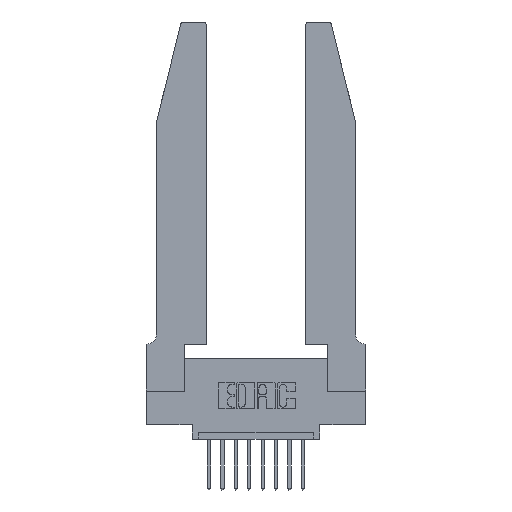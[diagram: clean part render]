
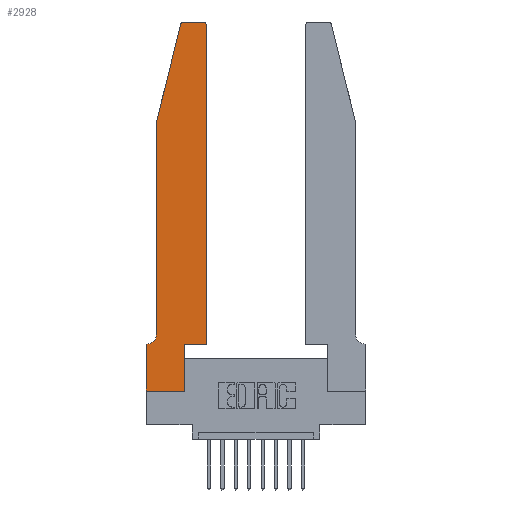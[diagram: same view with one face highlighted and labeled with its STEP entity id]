
A CAD part, top view. The second image highlights one B-rep face of the part: STEP entity #2928.
In plain terms, the highlighted planar face has unit normal (0, 0, 1).
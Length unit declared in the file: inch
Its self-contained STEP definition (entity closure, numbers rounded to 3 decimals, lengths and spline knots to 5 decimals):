
#1 = CARTESIAN_POINT ( 'NONE',  ( 0.25487, 2.72718, 0.37 ) ) ;
#392 = CARTESIAN_POINT ( 'NONE',  ( 0.0755, 2., 0.37 ) ) ;
#484 = AXIS2_PLACEMENT_3D ( 'NONE', #14666, #3915, #11064 ) ;
#736 = CARTESIAN_POINT ( 'NONE',  ( 0., 0., 0.37 ) ) ;
#753 = VECTOR ( 'NONE', #11445, 39.37008 ) ;
#859 = EDGE_CURVE ( 'NONE', #12475, #9038, #11189, .T. ) ;
#1110 = CIRCLE ( 'NONE', #484, 0.07 ) ;
#1326 = VERTEX_POINT ( 'NONE', #13608 ) ;
#1482 = ORIENTED_EDGE ( 'NONE', *, *, #6693, .T. ) ;
#1580 = AXIS2_PLACEMENT_3D ( 'NONE', #11925, #13041, #11828 ) ;
#1684 = DIRECTION ( 'NONE',  ( 1., 0., 0. ) ) ;
#1694 = CARTESIAN_POINT ( 'NONE',  ( 0., 0.35, 0.37 ) ) ;
#1839 = CARTESIAN_POINT ( 'NONE',  ( 0., 0.35, 0.37 ) ) ;
#2160 = ORIENTED_EDGE ( 'NONE', *, *, #13958, .T. ) ;
#2200 = EDGE_CURVE ( 'NONE', #14399, #14647, #4951, .T. ) ;
#2234 = ORIENTED_EDGE ( 'NONE', *, *, #4668, .T. ) ;
#2309 = VERTEX_POINT ( 'NONE', #13935 ) ;
#2562 = VECTOR ( 'NONE', #13405, 39.37008 ) ;
#2752 = EDGE_CURVE ( 'NONE', #9038, #2309, #10177, .T. ) ;
#2920 = PLANE ( 'NONE',  #13950 ) ;
#2928 = ADVANCED_FACE ( 'NONE', ( #6969 ), #2920, .T. ) ;
#3300 = DIRECTION ( 'NONE',  ( 0., -1., 0. ) ) ;
#3527 = DIRECTION ( 'NONE',  ( -1., 0., 0. ) ) ;
#3561 = ORIENTED_EDGE ( 'NONE', *, *, #15138, .T. ) ;
#3620 = DIRECTION ( 'NONE',  ( -1., 0., 0. ) ) ;
#3634 = CARTESIAN_POINT ( 'NONE',  ( 0.2605, 2.75, 0.37 ) ) ;
#3915 = DIRECTION ( 'NONE',  ( 0., 0., -1. ) ) ;
#4226 = VERTEX_POINT ( 'NONE', #10613 ) ;
#4346 = DIRECTION ( 'NONE',  ( 1., 0., 0. ) ) ;
#4445 = LINE ( 'NONE', #13092, #10820 ) ;
#4499 = AXIS2_PLACEMENT_3D ( 'NONE', #13195, #4637, #13033 ) ;
#4553 = DIRECTION ( 'NONE',  ( 0., 1., 0. ) ) ;
#4572 = CARTESIAN_POINT ( 'NONE',  ( 0., 0., 0.37 ) ) ;
#4637 = DIRECTION ( 'NONE',  ( 0., 0., 1. ) ) ;
#4652 = LINE ( 'NONE', #736, #753 ) ;
#4668 = EDGE_CURVE ( 'NONE', #1326, #4226, #4735, .T. ) ;
#4735 = LINE ( 'NONE', #3634, #6230 ) ;
#4951 = LINE ( 'NONE', #8925, #14184 ) ;
#4992 = CARTESIAN_POINT ( 'NONE',  ( 0.0755, 2., 0.37 ) ) ;
#5189 = EDGE_LOOP ( 'NONE', ( #2234, #1482, #13578, #11329, #10276, #5780, #2160, #6766, #13242, #9426, #11302, #3561 ) ) ;
#5674 = VECTOR ( 'NONE', #15353, 39.37008 ) ;
#5780 = ORIENTED_EDGE ( 'NONE', *, *, #11923, .T. ) ;
#6230 = VECTOR ( 'NONE', #3527, 39.37008 ) ;
#6473 = CARTESIAN_POINT ( 'NONE',  ( 0.4505, 2.72, 0.37 ) ) ;
#6677 = CARTESIAN_POINT ( 'NONE',  ( 0.2865, 0., 0.37 ) ) ;
#6693 = EDGE_CURVE ( 'NONE', #4226, #12475, #7639, .T. ) ;
#6766 = ORIENTED_EDGE ( 'NONE', *, *, #8333, .T. ) ;
#6969 = FACE_OUTER_BOUND ( 'NONE', #5189, .T. ) ;
#7205 = LINE ( 'NONE', #12585, #14600 ) ;
#7345 = VERTEX_POINT ( 'NONE', #6473 ) ;
#7639 = CIRCLE ( 'NONE', #4499, 0.03 ) ;
#8273 = CARTESIAN_POINT ( 'NONE',  ( 0.0055, 0.35, 0.37 ) ) ;
#8333 = EDGE_CURVE ( 'NONE', #10070, #14399, #4652, .T. ) ;
#8925 = CARTESIAN_POINT ( 'NONE',  ( 0.2865, 0.35, 0.37 ) ) ;
#9038 = VERTEX_POINT ( 'NONE', #392 ) ;
#9228 = CIRCLE ( 'NONE', #1580, 0.03 ) ;
#9426 = ORIENTED_EDGE ( 'NONE', *, *, #9541, .T. ) ;
#9469 = EDGE_CURVE ( 'NONE', #14545, #7345, #13638, .T. ) ;
#9541 = EDGE_CURVE ( 'NONE', #14647, #14545, #7205, .T. ) ;
#10070 = VERTEX_POINT ( 'NONE', #4572 ) ;
#10177 = LINE ( 'NONE', #15248, #5674 ) ;
#10276 = ORIENTED_EDGE ( 'NONE', *, *, #13226, .T. ) ;
#10410 = VECTOR ( 'NONE', #3300, 39.37008 ) ;
#10613 = CARTESIAN_POINT ( 'NONE',  ( 0.284, 2.75, 0.37 ) ) ;
#10820 = VECTOR ( 'NONE', #3620, 39.37008 ) ;
#11064 = DIRECTION ( 'NONE',  ( -1., 0., 0. ) ) ;
#11189 = LINE ( 'NONE', #4992, #2562 ) ;
#11302 = ORIENTED_EDGE ( 'NONE', *, *, #9469, .T. ) ;
#11329 = ORIENTED_EDGE ( 'NONE', *, *, #2752, .T. ) ;
#11445 = DIRECTION ( 'NONE',  ( 1., 0., 0. ) ) ;
#11628 = CARTESIAN_POINT ( 'NONE',  ( 0.2865, 0.35, 0.37 ) ) ;
#11828 = DIRECTION ( 'NONE',  ( 1., 0., 0. ) ) ;
#11923 = EDGE_CURVE ( 'NONE', #12874, #14266, #4445, .T. ) ;
#11925 = CARTESIAN_POINT ( 'NONE',  ( 0.4205, 2.72, 0.37 ) ) ;
#12435 = DIRECTION ( 'NONE',  ( 0., 1., 0. ) ) ;
#12475 = VERTEX_POINT ( 'NONE', #1 ) ;
#12585 = CARTESIAN_POINT ( 'NONE',  ( 0.4505, 0.35, 0.37 ) ) ;
#12874 = VERTEX_POINT ( 'NONE', #8273 ) ;
#12950 = CARTESIAN_POINT ( 'NONE',  ( 0.4505, 0.35, 0.37 ) ) ;
#13033 = DIRECTION ( 'NONE',  ( 1., 0., 0. ) ) ;
#13041 = DIRECTION ( 'NONE',  ( 0., 0., 1. ) ) ;
#13092 = CARTESIAN_POINT ( 'NONE',  ( 0.0755, 0.35, 0.37 ) ) ;
#13195 = CARTESIAN_POINT ( 'NONE',  ( 0.284, 2.72, 0.37 ) ) ;
#13226 = EDGE_CURVE ( 'NONE', #2309, #12874, #1110, .T. ) ;
#13242 = ORIENTED_EDGE ( 'NONE', *, *, #2200, .T. ) ;
#13405 = DIRECTION ( 'NONE',  ( -0.239, -0.971, 0. ) ) ;
#13578 = ORIENTED_EDGE ( 'NONE', *, *, #859, .T. ) ;
#13608 = CARTESIAN_POINT ( 'NONE',  ( 0.4205, 2.75, 0.37 ) ) ;
#13638 = LINE ( 'NONE', #13764, #14015 ) ;
#13764 = CARTESIAN_POINT ( 'NONE',  ( 0.4505, 0.35, 0.37 ) ) ;
#13935 = CARTESIAN_POINT ( 'NONE',  ( 0.0755, 0.42, 0.37 ) ) ;
#13950 = AXIS2_PLACEMENT_3D ( 'NONE', #1839, #15222, #4346 ) ;
#13958 = EDGE_CURVE ( 'NONE', #14266, #10070, #14022, .T. ) ;
#14015 = VECTOR ( 'NONE', #12435, 39.37008 ) ;
#14022 = LINE ( 'NONE', #15187, #10410 ) ;
#14184 = VECTOR ( 'NONE', #4553, 39.37008 ) ;
#14266 = VERTEX_POINT ( 'NONE', #1694 ) ;
#14399 = VERTEX_POINT ( 'NONE', #6677 ) ;
#14545 = VERTEX_POINT ( 'NONE', #12950 ) ;
#14600 = VECTOR ( 'NONE', #1684, 39.37008 ) ;
#14647 = VERTEX_POINT ( 'NONE', #11628 ) ;
#14666 = CARTESIAN_POINT ( 'NONE',  ( 0.0055, 0.42, 0.37 ) ) ;
#15138 = EDGE_CURVE ( 'NONE', #7345, #1326, #9228, .T. ) ;
#15187 = CARTESIAN_POINT ( 'NONE',  ( 0., 0., 0.37 ) ) ;
#15222 = DIRECTION ( 'NONE',  ( 0., 0., 1. ) ) ;
#15248 = CARTESIAN_POINT ( 'NONE',  ( 0.0755, 2., 0.37 ) ) ;
#15353 = DIRECTION ( 'NONE',  ( 0., -1., 0. ) ) ;
